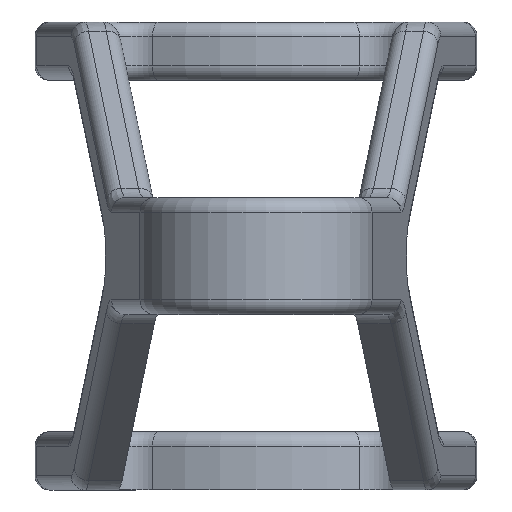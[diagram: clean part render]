
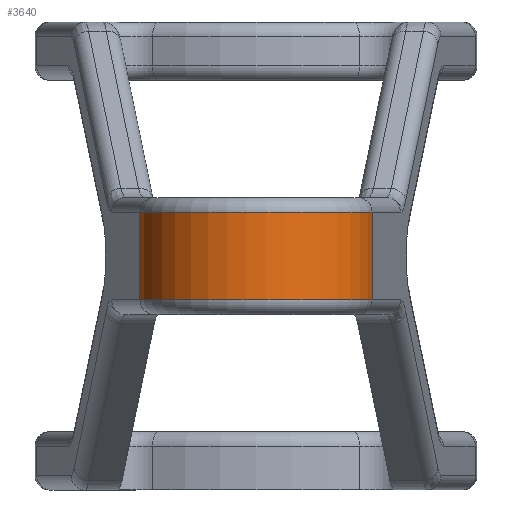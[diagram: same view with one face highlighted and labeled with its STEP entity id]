
A CAD part, left-side view. The second image highlights one B-rep face of the part: STEP entity #3640.
In plain terms, the highlighted cylindrical face has radius 25.4 mm (diameter 50.8 mm), a partial arc.
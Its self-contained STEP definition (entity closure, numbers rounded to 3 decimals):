
#105 = TOROIDAL_SURFACE('',#106,22.225,3.175);
#106 = AXIS2_PLACEMENT_3D('',#107,#108,#109);
#107 = CARTESIAN_POINT('',(0.,0.,9.525));
#108 = DIRECTION('',(-0.,0.,-1.));
#109 = DIRECTION('',(-0.13,0.992,0.)
  );
#726 = VERTEX_POINT('',#727);
#727 = CARTESIAN_POINT('',(-3.295,-25.185,9.525));
#764 = PLANE('',#765);
#765 = AXIS2_PLACEMENT_3D('',#766,#767,#768);
#766 = CARTESIAN_POINT('',(-3.295,-25.185,-57.15));
#767 = DIRECTION('',(0.13,0.992,0.));
#768 = DIRECTION('',(0.992,-0.13,0.));
#877 = VERTEX_POINT('',#878);
#878 = CARTESIAN_POINT('',(-3.295,25.185,9.525));
#901 = EDGE_CURVE('',#877,#726,#902,.T.);
#902 = SURFACE_CURVE('',#903,(#908,#915),.PCURVE_S1.);
#903 = CIRCLE('',#904,25.4);
#904 = AXIS2_PLACEMENT_3D('',#905,#906,#907);
#905 = CARTESIAN_POINT('',(0.,0.,9.525));
#906 = DIRECTION('',(0.,0.,1.));
#907 = DIRECTION('',(-0.13,0.992,0.)
  );
#908 = PCURVE('',#105,#909);
#909 = DEFINITIONAL_REPRESENTATION('',(#910),#914);
#910 = LINE('',#911,#912);
#911 = CARTESIAN_POINT('',(-0.,6.283));
#912 = VECTOR('',#913,1.);
#913 = DIRECTION('',(-1.,0.));
#914 = ( GEOMETRIC_REPRESENTATION_CONTEXT(2) 
PARAMETRIC_REPRESENTATION_CONTEXT() REPRESENTATION_CONTEXT('2D SPACE',''
  ) );
#915 = PCURVE('',#916,#921);
#916 = CYLINDRICAL_SURFACE('',#917,25.4);
#917 = AXIS2_PLACEMENT_3D('',#918,#919,#920);
#918 = CARTESIAN_POINT('',(0.,0.,-57.15));
#919 = DIRECTION('',(-0.,-0.,-1.));
#920 = DIRECTION('',(1.,0.,0.));
#921 = DEFINITIONAL_REPRESENTATION('',(#922),#926);
#922 = LINE('',#923,#924);
#923 = CARTESIAN_POINT('',(-1.701,-66.675));
#924 = VECTOR('',#925,1.);
#925 = DIRECTION('',(-1.,0.));
#926 = ( GEOMETRIC_REPRESENTATION_CONTEXT(2) 
PARAMETRIC_REPRESENTATION_CONTEXT() REPRESENTATION_CONTEXT('2D SPACE',''
  ) );
#1073 = PLANE('',#1074);
#1074 = AXIS2_PLACEMENT_3D('',#1075,#1076,#1077);
#1075 = CARTESIAN_POINT('',(-3.295,25.185,-57.15));
#1076 = DIRECTION('',(-0.13,0.992,0.));
#1077 = DIRECTION('',(0.992,0.13,0.));
#2968 = VERTEX_POINT('',#2969);
#2969 = CARTESIAN_POINT('',(-3.295,-25.185,-9.525));
#2995 = EDGE_CURVE('',#2968,#726,#2996,.T.);
#2996 = SURFACE_CURVE('',#2997,(#3001,#3008),.PCURVE_S1.);
#2997 = LINE('',#2998,#2999);
#2998 = CARTESIAN_POINT('',(-3.295,-25.185,-57.15));
#2999 = VECTOR('',#3000,1.);
#3000 = DIRECTION('',(0.,0.,1.));
#3001 = PCURVE('',#764,#3002);
#3002 = DEFINITIONAL_REPRESENTATION('',(#3003),#3007);
#3003 = LINE('',#3004,#3005);
#3004 = CARTESIAN_POINT('',(0.,0.));
#3005 = VECTOR('',#3006,1.);
#3006 = DIRECTION('',(0.,-1.));
#3007 = ( GEOMETRIC_REPRESENTATION_CONTEXT(2) 
PARAMETRIC_REPRESENTATION_CONTEXT() REPRESENTATION_CONTEXT('2D SPACE',''
  ) );
#3008 = PCURVE('',#916,#3009);
#3009 = DEFINITIONAL_REPRESENTATION('',(#3010),#3014);
#3010 = LINE('',#3011,#3012);
#3011 = CARTESIAN_POINT('',(-4.582,0.));
#3012 = VECTOR('',#3013,1.);
#3013 = DIRECTION('',(-0.,-1.));
#3014 = ( GEOMETRIC_REPRESENTATION_CONTEXT(2) 
PARAMETRIC_REPRESENTATION_CONTEXT() REPRESENTATION_CONTEXT('2D SPACE',''
  ) );
#3640 = ADVANCED_FACE('',(#3641),#916,.T.);
#3641 = FACE_BOUND('',#3642,.F.);
#3642 = EDGE_LOOP('',(#3643,#3644,#3673,#3694));
#3643 = ORIENTED_EDGE('',*,*,#2995,.F.);
#3644 = ORIENTED_EDGE('',*,*,#3645,.T.);
#3645 = EDGE_CURVE('',#2968,#3646,#3648,.T.);
#3646 = VERTEX_POINT('',#3647);
#3647 = CARTESIAN_POINT('',(-3.295,25.185,-9.525));
#3648 = SURFACE_CURVE('',#3649,(#3654,#3661),.PCURVE_S1.);
#3649 = CIRCLE('',#3650,25.4);
#3650 = AXIS2_PLACEMENT_3D('',#3651,#3652,#3653);
#3651 = CARTESIAN_POINT('',(0.,0.,-9.525));
#3652 = DIRECTION('',(0.,0.,-1.));
#3653 = DIRECTION('',(-0.13,-0.992,0.
    ));
#3654 = PCURVE('',#916,#3655);
#3655 = DEFINITIONAL_REPRESENTATION('',(#3656),#3660);
#3656 = LINE('',#3657,#3658);
#3657 = CARTESIAN_POINT('',(-4.582,-47.625));
#3658 = VECTOR('',#3659,1.);
#3659 = DIRECTION('',(1.,-0.));
#3660 = ( GEOMETRIC_REPRESENTATION_CONTEXT(2) 
PARAMETRIC_REPRESENTATION_CONTEXT() REPRESENTATION_CONTEXT('2D SPACE',''
  ) );
#3661 = PCURVE('',#3662,#3667);
#3662 = TOROIDAL_SURFACE('',#3663,22.225,3.175);
#3663 = AXIS2_PLACEMENT_3D('',#3664,#3665,#3666);
#3664 = CARTESIAN_POINT('',(0.,0.,-9.525));
#3665 = DIRECTION('',(0.,0.,-1.));
#3666 = DIRECTION('',(-0.13,-0.992,0.
    ));
#3667 = DEFINITIONAL_REPRESENTATION('',(#3668),#3672);
#3668 = LINE('',#3669,#3670);
#3669 = CARTESIAN_POINT('',(0.,0.));
#3670 = VECTOR('',#3671,1.);
#3671 = DIRECTION('',(1.,0.));
#3672 = ( GEOMETRIC_REPRESENTATION_CONTEXT(2) 
PARAMETRIC_REPRESENTATION_CONTEXT() REPRESENTATION_CONTEXT('2D SPACE',''
  ) );
#3673 = ORIENTED_EDGE('',*,*,#3674,.T.);
#3674 = EDGE_CURVE('',#3646,#877,#3675,.T.);
#3675 = SURFACE_CURVE('',#3676,(#3680,#3687),.PCURVE_S1.);
#3676 = LINE('',#3677,#3678);
#3677 = CARTESIAN_POINT('',(-3.295,25.185,-57.15));
#3678 = VECTOR('',#3679,1.);
#3679 = DIRECTION('',(0.,0.,1.));
#3680 = PCURVE('',#916,#3681);
#3681 = DEFINITIONAL_REPRESENTATION('',(#3682),#3686);
#3682 = LINE('',#3683,#3684);
#3683 = CARTESIAN_POINT('',(-1.701,0.));
#3684 = VECTOR('',#3685,1.);
#3685 = DIRECTION('',(-0.,-1.));
#3686 = ( GEOMETRIC_REPRESENTATION_CONTEXT(2) 
PARAMETRIC_REPRESENTATION_CONTEXT() REPRESENTATION_CONTEXT('2D SPACE',''
  ) );
#3687 = PCURVE('',#1073,#3688);
#3688 = DEFINITIONAL_REPRESENTATION('',(#3689),#3693);
#3689 = LINE('',#3690,#3691);
#3690 = CARTESIAN_POINT('',(0.,0.));
#3691 = VECTOR('',#3692,1.);
#3692 = DIRECTION('',(0.,-1.));
#3693 = ( GEOMETRIC_REPRESENTATION_CONTEXT(2) 
PARAMETRIC_REPRESENTATION_CONTEXT() REPRESENTATION_CONTEXT('2D SPACE',''
  ) );
#3694 = ORIENTED_EDGE('',*,*,#901,.T.);
